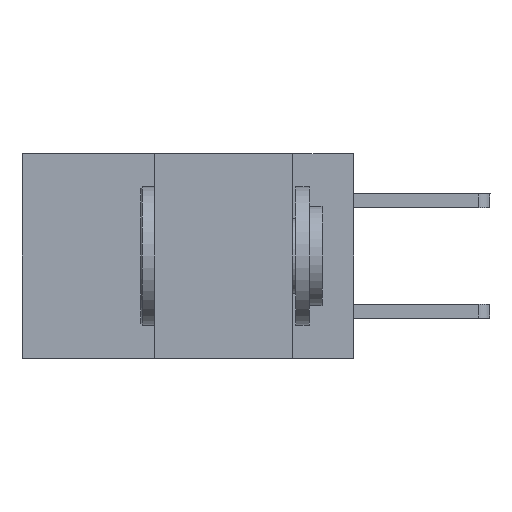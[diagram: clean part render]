
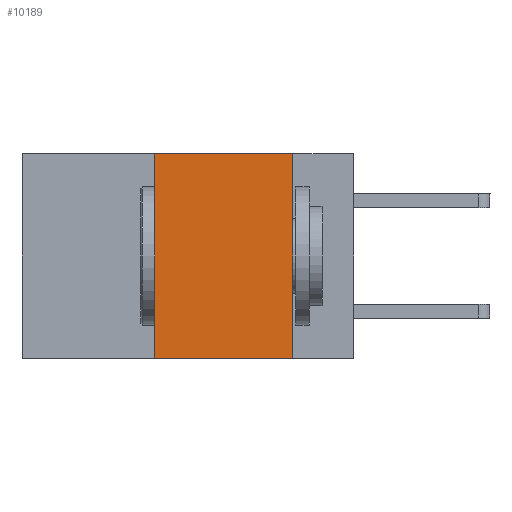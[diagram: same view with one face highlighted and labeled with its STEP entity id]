
A CAD part, left-side view. The second image highlights one B-rep face of the part: STEP entity #10189.
In plain terms, the highlighted planar face has unit normal (-1, 0, 0).
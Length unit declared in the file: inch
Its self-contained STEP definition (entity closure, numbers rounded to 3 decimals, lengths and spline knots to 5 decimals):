
#114 = DIRECTION ( 'NONE',  ( 0., -1., 0. ) ) ;
#520 = VERTEX_POINT ( 'NONE', #3420 ) ;
#789 = CARTESIAN_POINT ( 'NONE',  ( 0., 0.6, 0. ) ) ;
#1108 = VERTEX_POINT ( 'NONE', #6591 ) ;
#1147 = LINE ( 'NONE', #7330, #7505 ) ;
#1342 = ORIENTED_EDGE ( 'NONE', *, *, #8397, .T. ) ;
#1495 = VECTOR ( 'NONE', #10251, 39.37008 ) ;
#1743 = ORIENTED_EDGE ( 'NONE', *, *, #2567, .F. ) ;
#2237 = ORIENTED_EDGE ( 'NONE', *, *, #9663, .F. ) ;
#2567 = EDGE_CURVE ( 'NONE', #1108, #4644, #4749, .T. ) ;
#2752 = FACE_OUTER_BOUND ( 'NONE', #7764, .T. ) ;
#2867 = VECTOR ( 'NONE', #3898, 39.37008 ) ;
#3163 = PLANE ( 'NONE',  #8435 ) ;
#3180 = EDGE_CURVE ( 'NONE', #4644, #520, #3595, .T. ) ;
#3420 = CARTESIAN_POINT ( 'NONE',  ( 0., 0.11, -0.37 ) ) ;
#3595 = LINE ( 'NONE', #4687, #1495 ) ;
#3898 = DIRECTION ( 'NONE',  ( 0., -1., 0. ) ) ;
#4042 = VERTEX_POINT ( 'NONE', #7509 ) ;
#4644 = VERTEX_POINT ( 'NONE', #6002 ) ;
#4687 = CARTESIAN_POINT ( 'NONE',  ( 0., 0.11, 0. ) ) ;
#4749 = LINE ( 'NONE', #789, #2867 ) ;
#5549 = DIRECTION ( 'NONE',  ( 1., 0., 0. ) ) ;
#5675 = ORIENTED_EDGE ( 'NONE', *, *, #3180, .F. ) ;
#6002 = CARTESIAN_POINT ( 'NONE',  ( 0., 0.11, 0. ) ) ;
#6296 = CARTESIAN_POINT ( 'NONE',  ( 0., 0.36, 0. ) ) ;
#6357 = DIRECTION ( 'NONE',  ( 0., 0., -1. ) ) ;
#6591 = CARTESIAN_POINT ( 'NONE',  ( 0., 0.36, 0. ) ) ;
#7330 = CARTESIAN_POINT ( 'NONE',  ( 0., 0.6, -0.37 ) ) ;
#7505 = VECTOR ( 'NONE', #114, 39.37008 ) ;
#7509 = CARTESIAN_POINT ( 'NONE',  ( 0., 0.36, -0.37 ) ) ;
#7764 = EDGE_LOOP ( 'NONE', ( #5675, #1743, #2237, #1342 ) ) ;
#7795 = CARTESIAN_POINT ( 'NONE',  ( 0., 0.6, 0. ) ) ;
#7902 = DIRECTION ( 'NONE',  ( 0., 0., 1. ) ) ;
#8397 = EDGE_CURVE ( 'NONE', #4042, #520, #1147, .T. ) ;
#8435 = AXIS2_PLACEMENT_3D ( 'NONE', #7795, #5549, #6357 ) ;
#8863 = VECTOR ( 'NONE', #7902, 39.37008 ) ;
#8988 = LINE ( 'NONE', #6296, #8863 ) ;
#9663 = EDGE_CURVE ( 'NONE', #4042, #1108, #8988, .T. ) ;
#10189 = ADVANCED_FACE ( 'NONE', ( #2752 ), #3163, .F. ) ;
#10251 = DIRECTION ( 'NONE',  ( 0., 0., -1. ) ) ;
